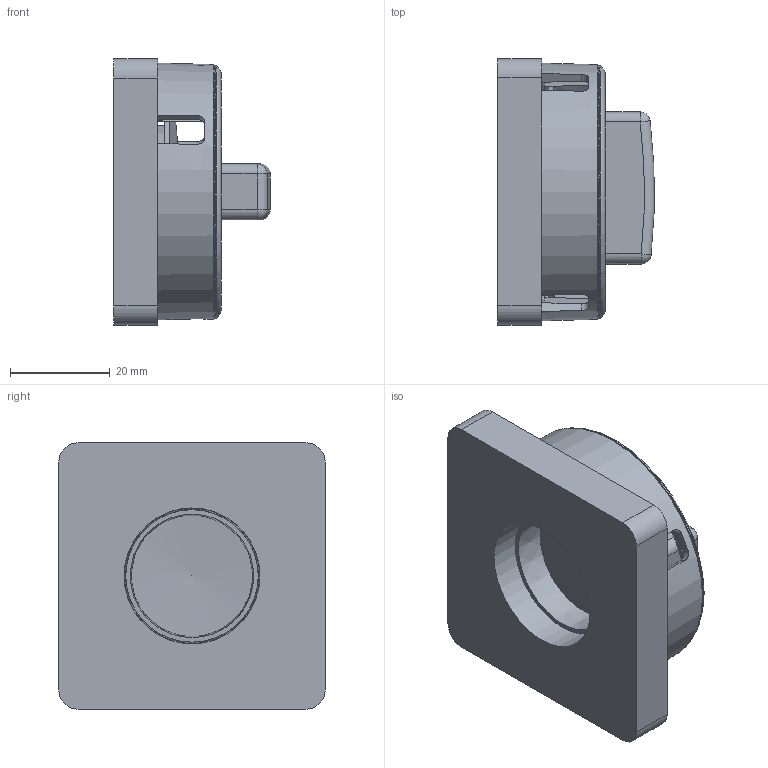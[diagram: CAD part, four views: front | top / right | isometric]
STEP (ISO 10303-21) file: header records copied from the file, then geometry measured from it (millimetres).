
FILE_DESCRIPTION(/* description */ (''),/* implementation_level */ '2;1');
FILE_NAME(/* name */ '194E-HE4N-175_2.stp',/* time_stamp */ '2015-01-08T09:38:17+01:00',/* author */ (''),/* organization */ (''),/* preprocessor_version */ 'ST-DEVELOPER v15',/* originating_system */ 'SIEMENS PLM Software NX 8.5',/* authorisation */ '');
FILE_SCHEMA (('AUTOMOTIVE_DESIGN { 1 0 10303 214 3 1 1 1 }'));
Length unit declared in the file: millimetre
Products named in the file (1): 194E-HE4N-175
Bounding box: 31.3 x 53.28 x 53.28 mm (x, y, z)
Volume: 32461.2 mm3; surface area: 19136.3 mm2
Topology: 1 solids, 1 shells, 87 faces, 254 edges, 162 vertices
Faces by surface type: plane 39, cylinder 25, cone 7, sphere 7, torus 5, revolution 4
Full cylindrical faces by diameter (mm): 27.2 x1, 50.6 x1
Entity records: 3129 total; most frequent: CARTESIAN_POINT 932, ORIENTED_EDGE 456, DIRECTION 437, EDGE_CURVE 228, AXIS2_PLACEMENT_3D 175, VERTEX_POINT 151, EDGE_LOOP 115, CIRCLE 91
